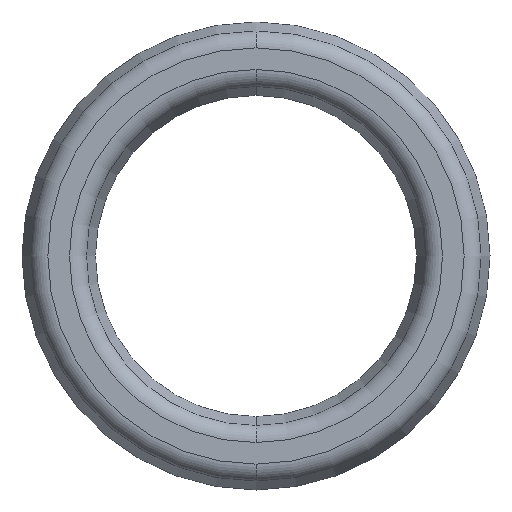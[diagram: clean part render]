
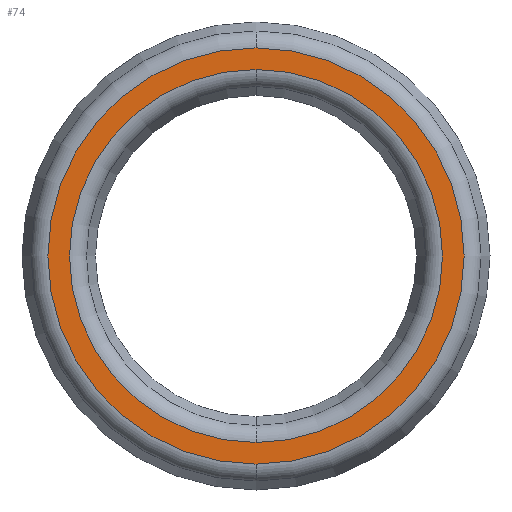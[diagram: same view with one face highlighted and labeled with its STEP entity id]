
A CAD part, front view. The second image highlights one B-rep face of the part: STEP entity #74.
In plain terms, the highlighted planar face has unit normal (0, -1, 0).
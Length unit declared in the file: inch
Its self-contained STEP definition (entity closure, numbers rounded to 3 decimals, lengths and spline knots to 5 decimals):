
#5 = CARTESIAN_POINT ( 'NONE',  ( 0.672, -0.1875, 0.70876 ) ) ;
#35 = EDGE_CURVE ( 'NONE', #351, #580, #127, .T. ) ;
#52 = CIRCLE ( 'NONE', #357, 0.70876 ) ;
#69 = VERTEX_POINT ( 'NONE', #82 ) ;
#74 = ADVANCED_FACE ( 'NONE', ( #504, #186 ), #640, .T. ) ;
#82 = CARTESIAN_POINT ( 'NONE',  ( 0.672, -0.1875, -0.63524 ) ) ;
#87 = ORIENTED_EDGE ( 'NONE', *, *, #451, .T. ) ;
#110 = AXIS2_PLACEMENT_3D ( 'NONE', #613, #362, #462 ) ;
#127 = CIRCLE ( 'NONE', #305, 0.70876 ) ;
#169 = AXIS2_PLACEMENT_3D ( 'NONE', #339, #596, #497 ) ;
#186 = FACE_BOUND ( 'NONE', #619, .T. ) ;
#194 = CARTESIAN_POINT ( 'NONE',  ( 0.672, -0.1875, 0. ) ) ;
#202 = CARTESIAN_POINT ( 'NONE',  ( 0.672, -0.1875, 0.63524 ) ) ;
#203 = VERTEX_POINT ( 'NONE', #202 ) ;
#232 = CARTESIAN_POINT ( 'NONE',  ( -0.07813, -0.1875, 0. ) ) ;
#240 = DIRECTION ( 'NONE',  ( 0., 0., -1. ) ) ;
#292 = DIRECTION ( 'NONE',  ( 0., -1., 0. ) ) ;
#300 = ORIENTED_EDGE ( 'NONE', *, *, #35, .T. ) ;
#305 = AXIS2_PLACEMENT_3D ( 'NONE', #398, #292, #598 ) ;
#331 = DIRECTION ( 'NONE',  ( 0., 0., -1. ) ) ;
#334 = DIRECTION ( 'NONE',  ( 0., -1., 0. ) ) ;
#339 = CARTESIAN_POINT ( 'NONE',  ( 0.672, -0.1875, 0. ) ) ;
#351 = VERTEX_POINT ( 'NONE', #5 ) ;
#357 = AXIS2_PLACEMENT_3D ( 'NONE', #194, #551, #331 ) ;
#362 = DIRECTION ( 'NONE',  ( 0., 1., 0. ) ) ;
#373 = CIRCLE ( 'NONE', #169, 0.63524 ) ;
#398 = CARTESIAN_POINT ( 'NONE',  ( 0.672, -0.1875, 0. ) ) ;
#425 = EDGE_LOOP ( 'NONE', ( #87, #300 ) ) ;
#451 = EDGE_CURVE ( 'NONE', #580, #351, #52, .T. ) ;
#462 = DIRECTION ( 'NONE',  ( 0., 0., -1. ) ) ;
#478 = EDGE_CURVE ( 'NONE', #203, #69, #373, .T. ) ;
#482 = CIRCLE ( 'NONE', #110, 0.63524 ) ;
#497 = DIRECTION ( 'NONE',  ( 0., 0., -1. ) ) ;
#504 = FACE_OUTER_BOUND ( 'NONE', #425, .T. ) ;
#524 = ORIENTED_EDGE ( 'NONE', *, *, #478, .T. ) ;
#526 = CARTESIAN_POINT ( 'NONE',  ( 0.672, -0.1875, -0.70876 ) ) ;
#551 = DIRECTION ( 'NONE',  ( 0., -1., 0. ) ) ;
#580 = VERTEX_POINT ( 'NONE', #526 ) ;
#596 = DIRECTION ( 'NONE',  ( 0., 1., 0. ) ) ;
#598 = DIRECTION ( 'NONE',  ( 0., 0., -1. ) ) ;
#613 = CARTESIAN_POINT ( 'NONE',  ( 0.672, -0.1875, 0. ) ) ;
#618 = ORIENTED_EDGE ( 'NONE', *, *, #646, .T. ) ;
#619 = EDGE_LOOP ( 'NONE', ( #618, #524 ) ) ;
#640 = PLANE ( 'NONE',  #651 ) ;
#646 = EDGE_CURVE ( 'NONE', #69, #203, #482, .T. ) ;
#651 = AXIS2_PLACEMENT_3D ( 'NONE', #232, #334, #240 ) ;
